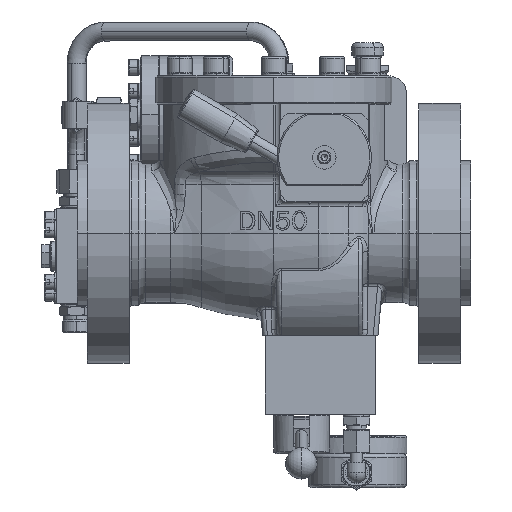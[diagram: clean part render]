
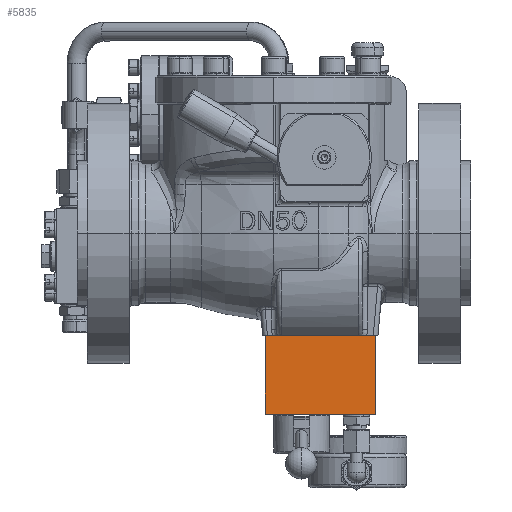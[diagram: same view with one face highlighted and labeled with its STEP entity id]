
A CAD part, top view. The second image highlights one B-rep face of the part: STEP entity #5835.
In plain terms, the highlighted planar face has unit normal (0, 0, 1).
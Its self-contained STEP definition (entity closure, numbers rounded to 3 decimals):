
#585 = EDGE_CURVE ( 'Defeature ausgef�hrt1_1869+Defeature ausgef�hrt1_1870+Defeature ausgef�hrt1_7+Defeature ausgef�hrt1_1866', #94347, #23126, #30694, .T. ) ;
#4252 = CARTESIAN_POINT ( 'NONE',  ( 64.5, -115., 25. ) ) ;
#5835 = ADVANCED_FACE ( 'Defeature ausgef�hrt1_1870', ( #9016 ), #94178, .T. ) ;
#6978 = AXIS2_PLACEMENT_3D ( 'NONE', #87408, #53579, #78938 ) ;
#7261 = DIRECTION ( 'NONE',  ( 0., 1., 0. ) ) ;
#9016 = FACE_OUTER_BOUND ( 'NONE', #63258, .T. ) ;
#9885 = CARTESIAN_POINT ( 'NONE',  ( 64.5, -65., 25. ) ) ;
#10084 = CARTESIAN_POINT ( 'NONE',  ( -5.5, -65., 25. ) ) ;
#15615 = LINE ( 'NONE', #10084, #23298 ) ;
#15718 = CARTESIAN_POINT ( 'NONE',  ( 64.5, -65., 25. ) ) ;
#18814 = LINE ( 'NONE', #72257, #36597 ) ;
#23126 = VERTEX_POINT ( 'NONE', #4252 ) ;
#23298 = VECTOR ( 'NONE', #40918, 1000. ) ;
#23565 = DIRECTION ( 'NONE',  ( 0., -1., 0. ) ) ;
#28083 = VECTOR ( 'NONE', #57324, 1000. ) ;
#30694 = LINE ( 'NONE', #15718, #80298 ) ;
#32605 = EDGE_CURVE ( 'Defeature ausgef�hrt1_7+Defeature ausgef�hrt1_1870+Defeature ausgef�hrt1_1867+Defeature ausgef�hrt1_1869', #100870, #94347, #15615, .T. ) ;
#35705 = LINE ( 'NONE', #80841, #28083 ) ;
#36597 = VECTOR ( 'NONE', #7261, 1000. ) ;
#40918 = DIRECTION ( 'NONE',  ( 1., 0., 0. ) ) ;
#47231 = ORIENTED_EDGE ( 'NONE', *, *, #54766, .F. ) ;
#53579 = DIRECTION ( 'NONE',  ( 0., 0., 1. ) ) ;
#54766 = EDGE_CURVE ( 'Defeature ausgef�hrt1_1867+Defeature ausgef�hrt1_1870+Defeature ausgef�hrt1_1866+Defeature ausgef�hrt1_7', #79973, #100870, #18814, .T. ) ;
#57324 = DIRECTION ( 'NONE',  ( -1., 0., 0. ) ) ;
#57821 = ORIENTED_EDGE ( 'NONE', *, *, #102125, .F. ) ;
#63258 = EDGE_LOOP ( 'NONE', ( #47231, #57821, #88953, #93544 ) ) ;
#68803 = CARTESIAN_POINT ( 'NONE',  ( -5.5, -115., 25. ) ) ;
#72257 = CARTESIAN_POINT ( 'NONE',  ( -5.5, -65., 25. ) ) ;
#78938 = DIRECTION ( 'NONE',  ( -1., 0., 0. ) ) ;
#79973 = VERTEX_POINT ( 'NONE', #68803 ) ;
#80298 = VECTOR ( 'NONE', #23565, 1000. ) ;
#80841 = CARTESIAN_POINT ( 'NONE',  ( -5.5, -115., 25. ) ) ;
#82466 = CARTESIAN_POINT ( 'NONE',  ( -5.5, -65., 25. ) ) ;
#87408 = CARTESIAN_POINT ( 'NONE',  ( -5.5, -115., 25. ) ) ;
#88953 = ORIENTED_EDGE ( 'NONE', *, *, #585, .F. ) ;
#93544 = ORIENTED_EDGE ( 'NONE', *, *, #32605, .F. ) ;
#94178 = PLANE ( 'NONE',  #6978 ) ;
#94347 = VERTEX_POINT ( 'NONE', #9885 ) ;
#100870 = VERTEX_POINT ( 'NONE', #82466 ) ;
#102125 = EDGE_CURVE ( 'Defeature ausgef�hrt1_1866+Defeature ausgef�hrt1_1870+Defeature ausgef�hrt1_1869+Defeature ausgef�hrt1_1867', #23126, #79973, #35705, .T. ) ;
